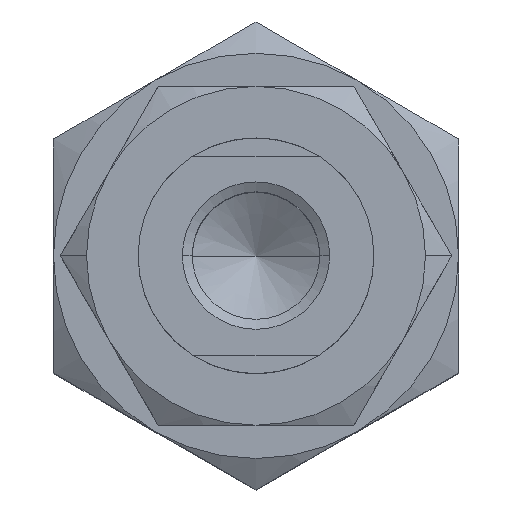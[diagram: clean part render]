
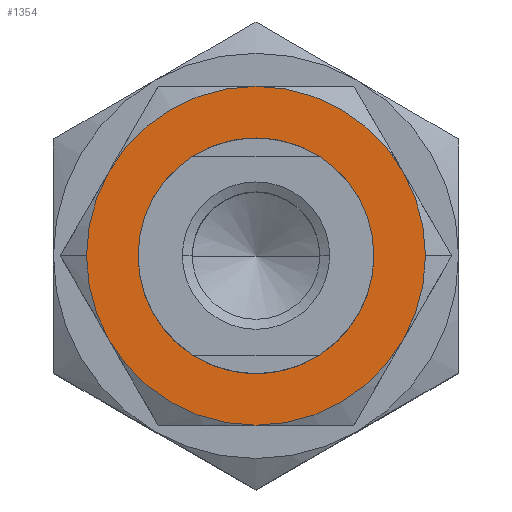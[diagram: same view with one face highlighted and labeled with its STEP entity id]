
A CAD part, top view. The second image highlights one B-rep face of the part: STEP entity #1354.
In plain terms, the highlighted planar face has unit normal (0, 0, 1).
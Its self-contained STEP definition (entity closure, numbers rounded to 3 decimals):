
#696=EDGE_CURVE('',#1114,#1052,#1955,.T.);
#716=EDGE_CURVE('',#1728,#1248,#1978,.T.);
#730=EDGE_CURVE('',#1248,#1544,#1994,.T.);
#752=EDGE_CURVE('',#1544,#880,#2017,.T.);
#762=EDGE_CURVE('',#880,#1674,#2027,.T.);
#776=EDGE_CURVE('',#1614,#1114,#2043,.T.);
#880=VERTEX_POINT('',#2156);
#932=VERTEX_POINT('',#2213);
#1020=VERTEX_POINT('',#2318);
#1052=VERTEX_POINT('',#2352);
#1114=VERTEX_POINT('',#2421);
#1248=VERTEX_POINT('',#2573);
#1354=ADVANCED_FACE('',(#2693,#2694),#2695,.T.);
#1544=VERTEX_POINT('',#2906);
#1604=EDGE_CURVE('',#1674,#1614,#2970,.T.);
#1614=VERTEX_POINT('',#2980);
#1674=VERTEX_POINT('',#3050);
#1682=EDGE_CURVE('',#1052,#1728,#3059,.T.);
#1728=VERTEX_POINT('',#3108);
#1758=EDGE_CURVE('',#1020,#932,#3140,.T.);
#1874=EDGE_CURVE('',#932,#1020,#3269,.T.);
#1955=CIRCLE('',#3376,23.0);
#1978=CIRCLE('',#3416,23.0);
#1994=CIRCLE('',#3435,23.0);
#2017=CIRCLE('',#3492,23.0);
#2027=CIRCLE('',#3506,23.0);
#2043=CIRCLE('',#3527,23.0);
#2156=CARTESIAN_POINT('',(-19.919,-11.5,-14.0));
#2213=CARTESIAN_POINT('',(16.0,0.,-14.0));
#2318=CARTESIAN_POINT('',(-16.0,0.,-14.0));
#2352=CARTESIAN_POINT('',(19.919,11.5,-14.0));
#2421=CARTESIAN_POINT('',(0.,23.0,-14.0));
#2573=CARTESIAN_POINT('',(19.919,-11.5,-14.0));
#2693=FACE_OUTER_BOUND('',#4762,.T.);
#2694=FACE_BOUND('',#4763,.T.);
#2695=PLANE('',#4764);
#2906=CARTESIAN_POINT('',(0.,-23.0,-14.0));
#2970=CIRCLE('',#5220,23.0);
#2980=CARTESIAN_POINT('',(-19.919,11.5,-14.0));
#3050=CARTESIAN_POINT('',(-23.0,0.,-14.0));
#3059=CIRCLE('',#5357,23.0);
#3108=CARTESIAN_POINT('',(23.0,0.,-14.0));
#3140=CIRCLE('',#5484,16.0);
#3269=CIRCLE('',#5713,16.0);
#3376=AXIS2_PLACEMENT_3D('',#5790,#5791,#5792);
#3416=AXIS2_PLACEMENT_3D('',#5826,#5827,#5828);
#3435=AXIS2_PLACEMENT_3D('',#5841,#5842,#5843);
#3492=AXIS2_PLACEMENT_3D('',#5857,#5858,#5859);
#3506=AXIS2_PLACEMENT_3D('',#5864,#5865,#5866);
#3527=AXIS2_PLACEMENT_3D('',#5885,#5886,#5887);
#4762=EDGE_LOOP('',(#6634,#6635,#6636,#6637,#6638,#6639,#6640,#6641));
#4763=EDGE_LOOP('',(#6642,#6643));
#4764=AXIS2_PLACEMENT_3D('',#6644,#6645,#6646);
#5220=AXIS2_PLACEMENT_3D('',#6942,#6943,#6944);
#5357=AXIS2_PLACEMENT_3D('',#7076,#7077,#7078);
#5484=AXIS2_PLACEMENT_3D('',#7159,#7160,#7161);
#5713=AXIS2_PLACEMENT_3D('',#7311,#7312,#7313);
#5790=CARTESIAN_POINT('',(0.,0.,-14.0));
#5791=DIRECTION('',(0.,0.,-1.0));
#5792=DIRECTION('',(-1.0,0.,0.));
#5826=CARTESIAN_POINT('',(0.,0.,-14.0));
#5827=DIRECTION('',(0.,0.,-1.0));
#5828=DIRECTION('',(-1.0,0.,0.));
#5841=CARTESIAN_POINT('',(0.,0.,-14.0));
#5842=DIRECTION('',(0.,0.,-1.0));
#5843=DIRECTION('',(-1.0,0.,0.));
#5857=CARTESIAN_POINT('',(0.,0.,-14.0));
#5858=DIRECTION('',(0.,0.,-1.0));
#5859=DIRECTION('',(-1.0,0.,0.));
#5864=CARTESIAN_POINT('',(0.,0.,-14.0));
#5865=DIRECTION('',(0.,0.,-1.0));
#5866=DIRECTION('',(-1.0,0.,0.));
#5885=CARTESIAN_POINT('',(0.,0.,-14.0));
#5886=DIRECTION('',(0.,0.,-1.0));
#5887=DIRECTION('',(-1.0,0.,0.));
#6634=ORIENTED_EDGE('',*,*,#762,.F.);
#6635=ORIENTED_EDGE('',*,*,#752,.F.);
#6636=ORIENTED_EDGE('',*,*,#730,.F.);
#6637=ORIENTED_EDGE('',*,*,#716,.F.);
#6638=ORIENTED_EDGE('',*,*,#1682,.F.);
#6639=ORIENTED_EDGE('',*,*,#696,.F.);
#6640=ORIENTED_EDGE('',*,*,#776,.F.);
#6641=ORIENTED_EDGE('',*,*,#1604,.F.);
#6642=ORIENTED_EDGE('',*,*,#1758,.T.);
#6643=ORIENTED_EDGE('',*,*,#1874,.T.);
#6644=CARTESIAN_POINT('',(-19.5,0.,-14.0));
#6645=DIRECTION('',(0.,0.,1.0));
#6646=DIRECTION('',(-1.0,0.,0.));
#6942=CARTESIAN_POINT('',(0.,0.,-14.0));
#6943=DIRECTION('',(0.,0.,-1.0));
#6944=DIRECTION('',(-1.0,0.,0.));
#7076=CARTESIAN_POINT('',(0.,0.,-14.0));
#7077=DIRECTION('',(0.,0.,-1.0));
#7078=DIRECTION('',(-1.0,0.,0.));
#7159=CARTESIAN_POINT('',(0.,0.,-14.0));
#7160=DIRECTION('',(0.,0.,-1.0));
#7161=DIRECTION('',(-1.0,0.,0.));
#7311=CARTESIAN_POINT('',(0.,0.,-14.0));
#7312=DIRECTION('',(0.,0.,-1.0));
#7313=DIRECTION('',(-1.0,0.,0.));
